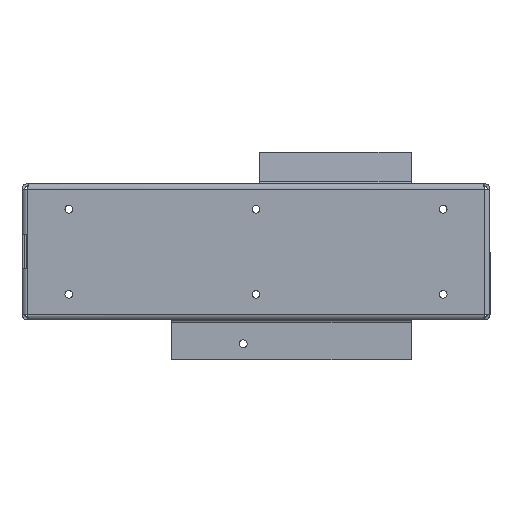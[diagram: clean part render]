
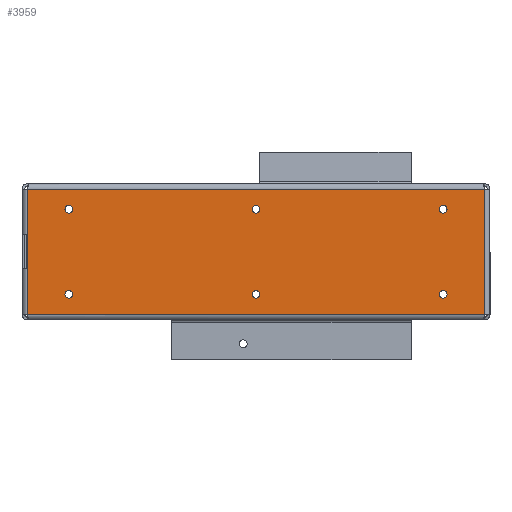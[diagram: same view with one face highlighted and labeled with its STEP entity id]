
A CAD part, left-side view. The second image highlights one B-rep face of the part: STEP entity #3959.
In plain terms, the highlighted planar face has unit normal (-1, 0, 0).
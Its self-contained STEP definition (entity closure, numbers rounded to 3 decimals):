
#148=FACE_BOUND('',#935,.T.);
#149=FACE_BOUND('',#936,.T.);
#150=FACE_BOUND('',#937,.T.);
#151=FACE_BOUND('',#938,.T.);
#152=FACE_BOUND('',#939,.T.);
#153=FACE_BOUND('',#940,.T.);
#416=CIRCLE('',#4303,2.25);
#417=CIRCLE('',#4304,2.25);
#418=CIRCLE('',#4305,2.25);
#419=CIRCLE('',#4306,2.25);
#420=CIRCLE('',#4307,2.25);
#421=CIRCLE('',#4308,2.25);
#630=FACE_OUTER_BOUND('',#934,.T.);
#934=EDGE_LOOP('',(#3441,#3442,#3443,#3444));
#935=EDGE_LOOP('',(#3445));
#936=EDGE_LOOP('',(#3446));
#937=EDGE_LOOP('',(#3447));
#938=EDGE_LOOP('',(#3448));
#939=EDGE_LOOP('',(#3449));
#940=EDGE_LOOP('',(#3450));
#1265=LINE('',#6126,#1601);
#1339=LINE('',#6727,#1675);
#1359=LINE('',#6904,#1695);
#1368=LINE('',#6956,#1704);
#1601=VECTOR('',#4946,268.65);
#1675=VECTOR('',#5122,268.65);
#1695=VECTOR('',#5214,73.65);
#1704=VECTOR('',#5277,73.65);
#1924=VERTEX_POINT('',#6117);
#1925=VERTEX_POINT('',#6125);
#1982=VERTEX_POINT('',#6718);
#1983=VERTEX_POINT('',#6726);
#2014=VERTEX_POINT('',#6957);
#2015=VERTEX_POINT('',#6959);
#2016=VERTEX_POINT('',#6961);
#2017=VERTEX_POINT('',#6963);
#2018=VERTEX_POINT('',#6965);
#2019=VERTEX_POINT('',#6967);
#2340=EDGE_CURVE('',#1925,#1924,#1265,.T.);
#2453=EDGE_CURVE('',#1983,#1982,#1339,.T.);
#2497=EDGE_CURVE('',#1924,#1983,#1359,.T.);
#2524=EDGE_CURVE('',#1982,#1925,#1368,.T.);
#2525=EDGE_CURVE('',#2014,#2014,#416,.T.);
#2526=EDGE_CURVE('',#2015,#2015,#417,.T.);
#2527=EDGE_CURVE('',#2016,#2016,#418,.T.);
#2528=EDGE_CURVE('',#2017,#2017,#419,.T.);
#2529=EDGE_CURVE('',#2018,#2018,#420,.T.);
#2530=EDGE_CURVE('',#2019,#2019,#421,.T.);
#3441=ORIENTED_EDGE('',*,*,#2340,.T.);
#3442=ORIENTED_EDGE('',*,*,#2497,.T.);
#3443=ORIENTED_EDGE('',*,*,#2453,.T.);
#3444=ORIENTED_EDGE('',*,*,#2524,.T.);
#3445=ORIENTED_EDGE('',*,*,#2525,.T.);
#3446=ORIENTED_EDGE('',*,*,#2526,.T.);
#3447=ORIENTED_EDGE('',*,*,#2527,.T.);
#3448=ORIENTED_EDGE('',*,*,#2528,.T.);
#3449=ORIENTED_EDGE('',*,*,#2529,.T.);
#3450=ORIENTED_EDGE('',*,*,#2530,.T.);
#3755=PLANE('',#4302);
#3959=ADVANCED_FACE('',(#630,#148,#149,#150,#151,#152,#153),#3755,.F.);
#4302=AXIS2_PLACEMENT_3D('',#6955,#5275,#5276);
#4303=AXIS2_PLACEMENT_3D('',#6958,#5278,#5279);
#4304=AXIS2_PLACEMENT_3D('',#6960,#5280,#5281);
#4305=AXIS2_PLACEMENT_3D('',#6962,#5282,#5283);
#4306=AXIS2_PLACEMENT_3D('',#6964,#5284,#5285);
#4307=AXIS2_PLACEMENT_3D('',#6966,#5286,#5287);
#4308=AXIS2_PLACEMENT_3D('',#6968,#5288,#5289);
#4946=DIRECTION('',(0.,-1.,0.));
#5122=DIRECTION('',(0.,1.,0.));
#5214=DIRECTION('',(0.,0.,1.));
#5275=DIRECTION('center_axis',(1.,0.,0.));
#5276=DIRECTION('ref_axis',(0.,0.,1.));
#5277=DIRECTION('',(0.,0.,-1.));
#5278=DIRECTION('center_axis',(1.,0.,0.));
#5279=DIRECTION('ref_axis',(0.,0.,
1.));
#5280=DIRECTION('center_axis',(1.,0.,0.));
#5281=DIRECTION('ref_axis',(0.,0.,
1.));
#5282=DIRECTION('center_axis',(1.,0.,0.));
#5283=DIRECTION('ref_axis',(0.,0.,
1.));
#5284=DIRECTION('center_axis',(1.,0.,0.));
#5285=DIRECTION('ref_axis',(0.,0.,
1.));
#5286=DIRECTION('center_axis',(1.,0.,0.));
#5287=DIRECTION('ref_axis',(0.,0.,
1.));
#5288=DIRECTION('center_axis',(1.,0.,0.));
#5289=DIRECTION('ref_axis',(0.,0.,
1.));
#6117=CARTESIAN_POINT('',(-175.,3.175,-36.825));
#6125=CARTESIAN_POINT('',(-175.,271.825,-36.825));
#6126=CARTESIAN_POINT('',(-175.,204.559,-36.825));
#6718=CARTESIAN_POINT('',(-175.,271.825,36.825));
#6726=CARTESIAN_POINT('',(-175.,3.175,36.825));
#6727=CARTESIAN_POINT('',(-175.,70.234,36.825));
#6904=CARTESIAN_POINT('',(-175.,3.175,0.));
#6955=CARTESIAN_POINT('Origin',(-175.,137.292,0.));
#6956=CARTESIAN_POINT('',(-175.,271.825,20.));
#6957=CARTESIAN_POINT('',(-175.,27.5,-27.25));
#6958=CARTESIAN_POINT('Origin',(-175.,27.5,-25.));
#6959=CARTESIAN_POINT('',(-175.,137.5,22.75));
#6960=CARTESIAN_POINT('Origin',(-175.,137.5,25.));
#6961=CARTESIAN_POINT('',(-175.,247.5,22.75));
#6962=CARTESIAN_POINT('Origin',(-175.,247.5,25.));
#6963=CARTESIAN_POINT('',(-175.,27.5,22.75));
#6964=CARTESIAN_POINT('Origin',(-175.,27.5,25.));
#6965=CARTESIAN_POINT('',(-175.,247.5,-27.25));
#6966=CARTESIAN_POINT('Origin',(-175.,247.5,-25.));
#6967=CARTESIAN_POINT('',(-175.,137.5,-27.25));
#6968=CARTESIAN_POINT('Origin',(-175.,137.5,-25.));
